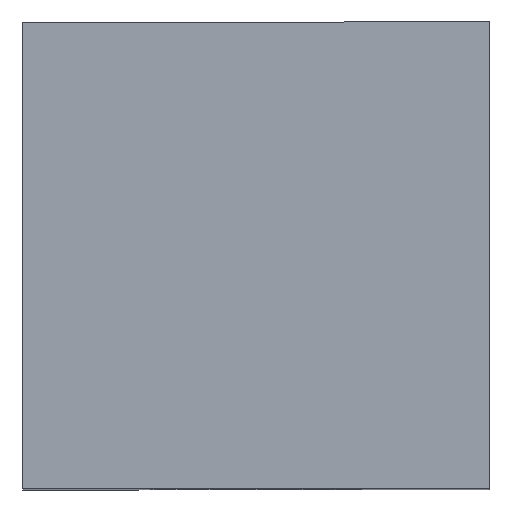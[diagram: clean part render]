
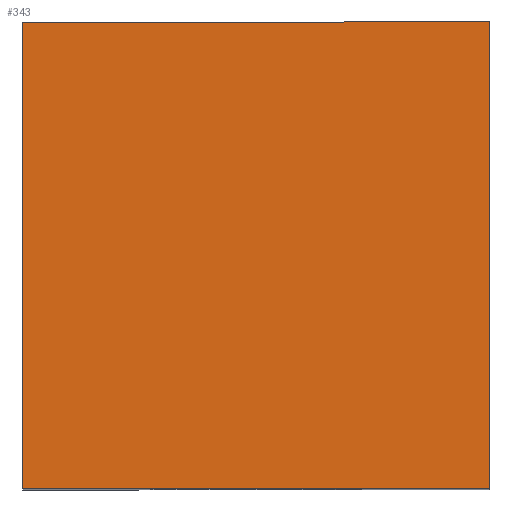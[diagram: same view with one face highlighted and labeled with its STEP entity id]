
A CAD part, top view. The second image highlights one B-rep face of the part: STEP entity #343.
In plain terms, the highlighted planar face has unit normal (0, 0, 1).
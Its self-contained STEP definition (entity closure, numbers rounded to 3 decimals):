
#9 = CARTESIAN_POINT ( 'NONE',  ( 2.5, -2.5, 0. ) ) ;
#22 = PLANE ( 'NONE',  #414 ) ;
#35 = CARTESIAN_POINT ( 'NONE',  ( 2.5, -2.5, 0. ) ) ;
#48 = ORIENTED_EDGE ( 'NONE', *, *, #431, .T. ) ;
#54 = EDGE_CURVE ( 'NONE', #189, #381, #450, .T. ) ;
#70 = DIRECTION ( 'NONE',  ( 1., 0., 0. ) ) ;
#85 = EDGE_LOOP ( 'NONE', ( #223, #48, #160, #321 ) ) ;
#104 = LINE ( 'NONE', #155, #249 ) ;
#133 = CARTESIAN_POINT ( 'NONE',  ( 2.5, 2.5, 0. ) ) ;
#144 = CARTESIAN_POINT ( 'NONE',  ( -2.5, 2.5, 0. ) ) ;
#155 = CARTESIAN_POINT ( 'NONE',  ( -2.5, -2.5, 0. ) ) ;
#160 = ORIENTED_EDGE ( 'NONE', *, *, #54, .T. ) ;
#173 = DIRECTION ( 'NONE',  ( 0., 0., 1. ) ) ;
#186 = EDGE_CURVE ( 'NONE', #381, #382, #370, .T. ) ;
#189 = VERTEX_POINT ( 'NONE', #35 ) ;
#192 = CARTESIAN_POINT ( 'NONE',  ( 2.5, 2.5, 0. ) ) ;
#196 = VECTOR ( 'NONE', #300, 1000. ) ;
#200 = DIRECTION ( 'NONE',  ( 1., 0., 0. ) ) ;
#216 = VERTEX_POINT ( 'NONE', #360 ) ;
#223 = ORIENTED_EDGE ( 'NONE', *, *, #408, .T. ) ;
#249 = VECTOR ( 'NONE', #377, 1000. ) ;
#300 = DIRECTION ( 'NONE',  ( 0., 1., 0. ) ) ;
#315 = VECTOR ( 'NONE', #70, 1000. ) ;
#321 = ORIENTED_EDGE ( 'NONE', *, *, #186, .T. ) ;
#326 = FACE_OUTER_BOUND ( 'NONE', #85, .T. ) ;
#343 = ADVANCED_FACE ( 'NONE', ( #326 ), #22, .T. ) ;
#360 = CARTESIAN_POINT ( 'NONE',  ( -2.5, -2.5, 0. ) ) ;
#370 = LINE ( 'NONE', #192, #389 ) ;
#377 = DIRECTION ( 'NONE',  ( 0., -1., 0. ) ) ;
#381 = VERTEX_POINT ( 'NONE', #133 ) ;
#382 = VERTEX_POINT ( 'NONE', #144 ) ;
#389 = VECTOR ( 'NONE', #448, 1000. ) ;
#401 = CARTESIAN_POINT ( 'NONE',  ( 2.5, -2.5, 0. ) ) ;
#408 = EDGE_CURVE ( 'NONE', #382, #216, #104, .T. ) ;
#414 = AXIS2_PLACEMENT_3D ( 'NONE', #462, #173, #200 ) ;
#431 = EDGE_CURVE ( 'NONE', #216, #189, #466, .T. ) ;
#448 = DIRECTION ( 'NONE',  ( -1., 0., 0. ) ) ;
#450 = LINE ( 'NONE', #9, #196 ) ;
#462 = CARTESIAN_POINT ( 'NONE',  ( -2.5, 2.5, 0. ) ) ;
#466 = LINE ( 'NONE', #401, #315 ) ;
